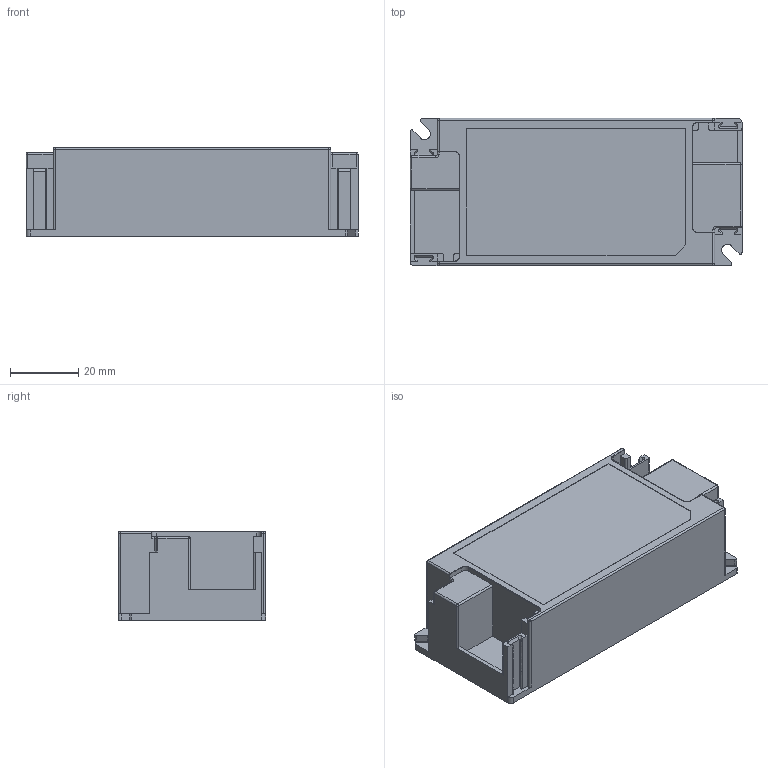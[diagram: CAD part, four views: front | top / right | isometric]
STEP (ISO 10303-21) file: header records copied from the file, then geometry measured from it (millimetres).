
FILE_DESCRIPTION(/* description */ (''),/* implementation_level */ '2;1');
FILE_NAME(/* name */ 'FLS-32~2',/* time_stamp */ '2023-06-26T15:03:57+08:00',/* author */ (''),/* organization */ (''),/* preprocessor_version */ 'ST-DEVELOPER v16.5',/* originating_system */ '',/* authorisation */ '');
FILE_SCHEMA (('AUTOMOTIVE_DESIGN'));
Length unit declared in the file: millimetre
Products named in the file (1): Document
Bounding box: 97 x 43 x 26 mm (x, y, z)
Volume: 94340.9 mm3; surface area: 16957.8 mm2
Topology: 1 solids, 1 shells, 187 faces, 485 edges, 301 vertices
Faces by surface type: bspline 96, plane 91
Entity records: 7181 total; most frequent: CARTESIAN_POINT 4228, ORIENTED_EDGE 970, EDGE_CURVE 485, B_SPLINE_CURVE_WITH_KNOTS 336, VERTEX_POINT 301, EDGE_LOOP 188, ADVANCED_FACE 187, FACE_OUTER_BOUND 187
